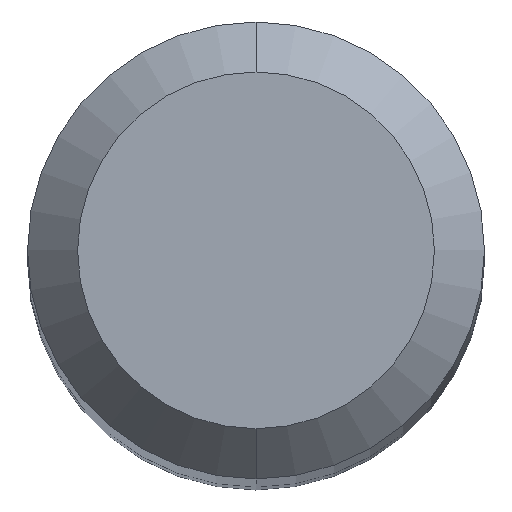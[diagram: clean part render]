
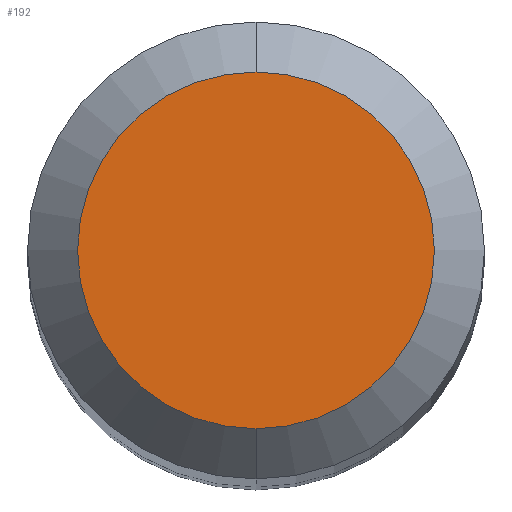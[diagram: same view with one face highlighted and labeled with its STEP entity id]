
A CAD part, top view. The second image highlights one B-rep face of the part: STEP entity #192.
In plain terms, the highlighted planar face has unit normal (0, 0, 1).
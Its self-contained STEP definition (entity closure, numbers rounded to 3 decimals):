
#10 = DIRECTION ( 'NONE',  ( 0., 1., 0. ) ) ;
#14 = ORIENTED_EDGE ( 'NONE', *, *, #238, .F. ) ;
#34 = DIRECTION ( 'NONE',  ( 0., 1., 0. ) ) ;
#38 = CARTESIAN_POINT ( 'NONE',  ( 0., -1.425, 52. ) ) ;
#48 = AXIS2_PLACEMENT_3D ( 'NONE', #143, #240, #10 ) ;
#53 = AXIS2_PLACEMENT_3D ( 'NONE', #56, #170, #34 ) ;
#56 = CARTESIAN_POINT ( 'NONE',  ( 0., 0., 52. ) ) ;
#62 = EDGE_LOOP ( 'NONE', ( #267, #14 ) ) ;
#64 = DIRECTION ( 'NONE',  ( 0., 0., -1. ) ) ;
#70 = VERTEX_POINT ( 'NONE', #250 ) ;
#92 = AXIS2_PLACEMENT_3D ( 'NONE', #199, #64, #179 ) ;
#106 = CIRCLE ( 'NONE', #48, 1.425 ) ;
#143 = CARTESIAN_POINT ( 'NONE',  ( 0., 0., 52. ) ) ;
#145 = VERTEX_POINT ( 'NONE', #38 ) ;
#162 = EDGE_CURVE ( 'NONE', #70, #145, #325, .T. ) ;
#170 = DIRECTION ( 'NONE',  ( 0., 0., -1. ) ) ;
#179 = DIRECTION ( 'NONE',  ( 0., 1., 0. ) ) ;
#190 = PLANE ( 'NONE',  #53 ) ;
#192 = ADVANCED_FACE ( 'NONE', ( #314 ), #190, .F. ) ;
#199 = CARTESIAN_POINT ( 'NONE',  ( 0., 0., 52. ) ) ;
#238 = EDGE_CURVE ( 'NONE', #145, #70, #106, .T. ) ;
#240 = DIRECTION ( 'NONE',  ( 0., 0., -1. ) ) ;
#250 = CARTESIAN_POINT ( 'NONE',  ( 0., 1.425, 52. ) ) ;
#267 = ORIENTED_EDGE ( 'NONE', *, *, #162, .F. ) ;
#314 = FACE_OUTER_BOUND ( 'NONE', #62, .T. ) ;
#325 = CIRCLE ( 'NONE', #92, 1.425 ) ;
